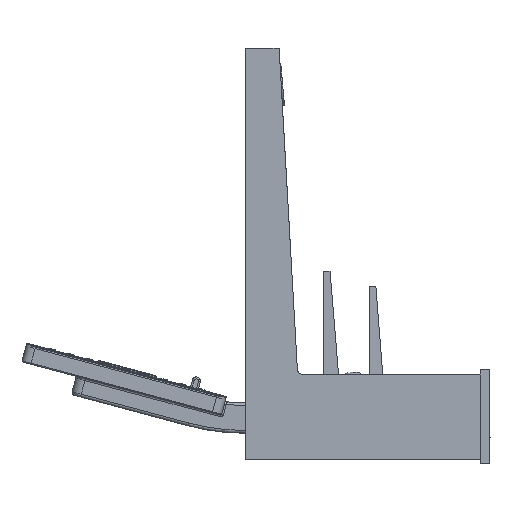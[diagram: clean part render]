
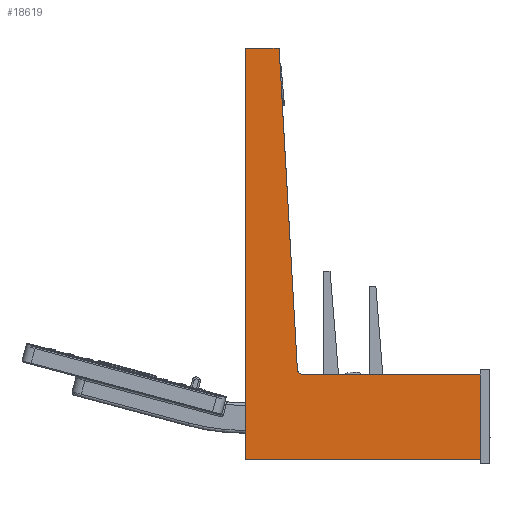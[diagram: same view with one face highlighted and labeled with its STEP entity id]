
A CAD part, left-side view. The second image highlights one B-rep face of the part: STEP entity #18619.
In plain terms, the highlighted planar face has unit normal (-1, 0, 0).
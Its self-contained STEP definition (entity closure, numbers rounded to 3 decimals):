
#1663=CIRCLE('',#20703,3.);
#3442=FACE_OUTER_BOUND('',#4737,.T.);
#4737=EDGE_LOOP('',(#16912,#16913,#16914,#16915,#16916,#16917,#16918));
#6096=LINE('',#41920,#7463);
#6101=LINE('',#41929,#7468);
#6107=LINE('',#41946,#7474);
#6109=LINE('',#41950,#7476);
#6110=LINE('',#41951,#7477);
#6111=LINE('',#41952,#7478);
#7463=VECTOR('',#26069,10.);
#7468=VECTOR('',#26076,10.);
#7474=VECTOR('',#26090,10.);
#7476=VECTOR('',#26094,10.);
#7477=VECTOR('',#26095,10.);
#7478=VECTOR('',#26096,10.);
#9052=VERTEX_POINT('',#41910);
#9053=VERTEX_POINT('',#41911);
#9056=VERTEX_POINT('',#41919);
#9059=VERTEX_POINT('',#41927);
#9065=VERTEX_POINT('',#41943);
#9066=VERTEX_POINT('',#41945);
#9067=VERTEX_POINT('',#41949);
#11668=EDGE_CURVE('',#9052,#9053,#1663,.T.);
#11672=EDGE_CURVE('',#9056,#9053,#6096,.T.);
#11677=EDGE_CURVE('',#9052,#9059,#6101,.T.);
#11685=EDGE_CURVE('',#9066,#9065,#6107,.T.);
#11687=EDGE_CURVE('',#9067,#9059,#6109,.T.);
#11688=EDGE_CURVE('',#9067,#9066,#6110,.T.);
#11689=EDGE_CURVE('',#9056,#9065,#6111,.T.);
#16912=ORIENTED_EDGE('',*,*,#11677,.T.);
#16913=ORIENTED_EDGE('',*,*,#11687,.F.);
#16914=ORIENTED_EDGE('',*,*,#11688,.T.);
#16915=ORIENTED_EDGE('',*,*,#11685,.T.);
#16916=ORIENTED_EDGE('',*,*,#11689,.F.);
#16917=ORIENTED_EDGE('',*,*,#11672,.T.);
#16918=ORIENTED_EDGE('',*,*,#11668,.F.);
#17408=PLANE('',#20711);
#18619=ADVANCED_FACE('',(#3442),#17408,.T.);
#20703=AXIS2_PLACEMENT_3D('',#41912,#26061,#26062);
#20711=AXIS2_PLACEMENT_3D('',#41948,#26092,#26093);
#26061=DIRECTION('center_axis',(-1.,0.,0.));
#26062=DIRECTION('ref_axis',(0.,0.687,-0.727));
#26069=DIRECTION('',(0.,1.,0.));
#26076=DIRECTION('',(0.,0.057,0.998));
#26090=DIRECTION('',(0.,-1.,0.));
#26092=DIRECTION('center_axis',(-1.,0.,0.));
#26093=DIRECTION('ref_axis',(0.,1.,0.));
#26094=DIRECTION('',(0.,-1.,0.));
#26095=DIRECTION('',(0.,0.,-1.));
#26096=DIRECTION('',(0.,0.,-1.));
#41910=CARTESIAN_POINT('',(40.007,232.845,-46.56));
#41911=CARTESIAN_POINT('',(40.007,229.85,-49.389));
#41912=CARTESIAN_POINT('Origin',(40.007,229.85,-46.389));
#41919=CARTESIAN_POINT('',(40.007,135.523,-49.389));
#41920=CARTESIAN_POINT('',(40.007,151.999,-49.389));
#41927=CARTESIAN_POINT('',(40.007,242.574,124.497));
#41929=CARTESIAN_POINT('',(40.007,236.801,22.994));
#41943=CARTESIAN_POINT('',(40.007,135.523,-94.389));
#41945=CARTESIAN_POINT('',(40.007,260.56,-94.389));
#41946=CARTESIAN_POINT('',(40.007,158.644,-94.389));
#41948=CARTESIAN_POINT('Origin',(40.007,119.894,15.036));
#41949=CARTESIAN_POINT('',(40.007,260.56,124.497));
#41950=CARTESIAN_POINT('',(40.007,185.731,124.498));
#41951=CARTESIAN_POINT('',(40.007,260.56,15.036));
#41952=CARTESIAN_POINT('',(40.007,135.523,-28.435));
